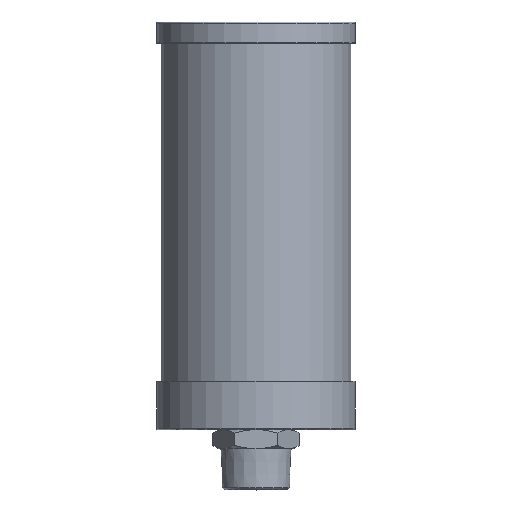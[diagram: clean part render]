
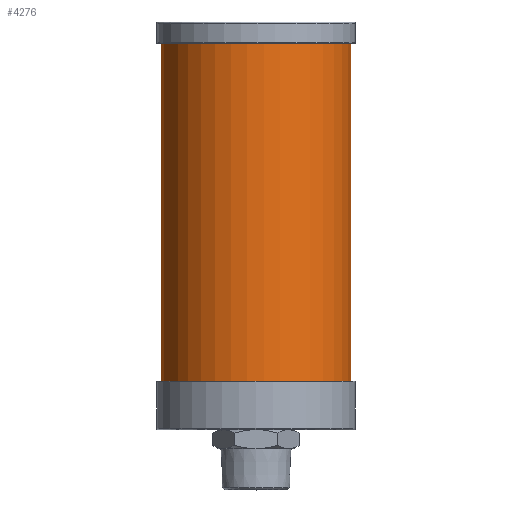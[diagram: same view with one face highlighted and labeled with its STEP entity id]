
A CAD part, top view. The second image highlights one B-rep face of the part: STEP entity #4276.
In plain terms, the highlighted cylindrical face has radius 45 mm (diameter 90 mm), a full revolution.
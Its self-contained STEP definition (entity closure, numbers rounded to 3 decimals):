
#41 = AXIS2_PLACEMENT_3D ( 'NONE', #2096, #224, #4609 ) ;
#224 = DIRECTION ( 'NONE',  ( 0., -1., 0. ) ) ;
#264 = EDGE_LOOP ( 'NONE', ( #3313 ) ) ;
#317 = DIRECTION ( 'NONE',  ( 0.964, 0., 0.265 ) ) ;
#472 = AXIS2_PLACEMENT_3D ( 'NONE', #2527, #2156, #317 ) ;
#555 = CIRCLE ( 'NONE', #41, 45. ) ;
#1127 = EDGE_CURVE ( 'NONE', #4575, #4575, #555, .T. ) ;
#1201 = AXIS2_PLACEMENT_3D ( 'NONE', #1556, #2648, #3423 ) ;
#1431 = CARTESIAN_POINT ( 'NONE',  ( -43.393, 17.5, -11.919 ) ) ;
#1556 = CARTESIAN_POINT ( 'NONE',  ( 0., 17.5, 0. ) ) ;
#2096 = CARTESIAN_POINT ( 'NONE',  ( 0., 195.5, 0. ) ) ;
#2133 = FACE_OUTER_BOUND ( 'NONE', #2843, .T. ) ;
#2156 = DIRECTION ( 'NONE',  ( 0., 1., 0. ) ) ;
#2440 = CARTESIAN_POINT ( 'NONE',  ( -43.393, 195.5, -11.919 ) ) ;
#2505 = CIRCLE ( 'NONE', #1201, 45. ) ;
#2527 = CARTESIAN_POINT ( 'NONE',  ( 0., 17.5, 0. ) ) ;
#2574 = FACE_OUTER_BOUND ( 'NONE', #264, .T. ) ;
#2648 = DIRECTION ( 'NONE',  ( 0., -1., 0. ) ) ;
#2843 = EDGE_LOOP ( 'NONE', ( #3608 ) ) ;
#3313 = ORIENTED_EDGE ( 'NONE', *, *, #4633, .F. ) ;
#3423 = DIRECTION ( 'NONE',  ( -0.964, 0., -0.265 ) ) ;
#3608 = ORIENTED_EDGE ( 'NONE', *, *, #1127, .T. ) ;
#4006 = CYLINDRICAL_SURFACE ( 'NONE', #472, 45. ) ;
#4276 = ADVANCED_FACE ( 'NONE', ( #2574, #2133 ), #4006, .T. ) ;
#4575 = VERTEX_POINT ( 'NONE', #2440 ) ;
#4609 = DIRECTION ( 'NONE',  ( -0.964, 0., -0.265 ) ) ;
#4633 = EDGE_CURVE ( 'NONE', #4670, #4670, #2505, .T. ) ;
#4670 = VERTEX_POINT ( 'NONE', #1431 ) ;
